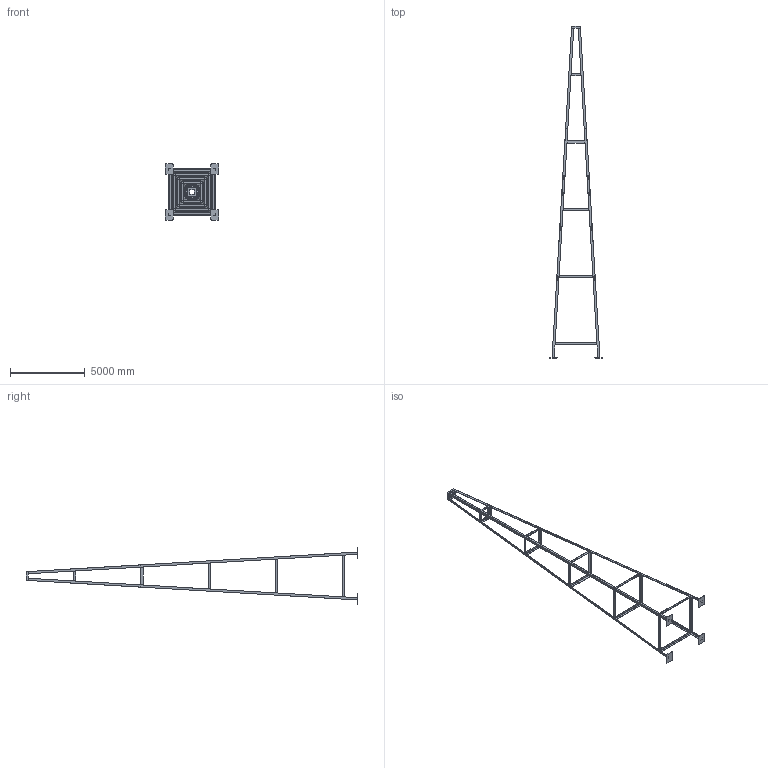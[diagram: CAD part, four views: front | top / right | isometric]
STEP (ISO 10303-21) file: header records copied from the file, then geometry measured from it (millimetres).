
FILE_DESCRIPTION(('Open CASCADE Model'),'2;1');
FILE_NAME('Open CASCADE Shape Model','2024-02-01T15:51:22',('Author'),( 'Open CASCADE'),'Open CASCADE STEP processor 7.5','Open CASCADE 7.5' ,'Unknown');
FILE_SCHEMA(('AUTOMOTIVE_DESIGN { 1 0 10303 214 1 1 1 1 }'));
Products named in the file (1): Open CASCADE STEP translator 7.5 6
Bounding box: 3599.74 x 22175 x 3749.74 mm (x, y, z)
Volume: 618016980 mm3; surface area: 77466528.9 mm2
Topology: 1 solids, 1 shells, 611 faces, 1784 edges, 1068 vertices
Faces by surface type: plane 431, cylinder 180
Entity records: 53902 total; most frequent: CARTESIAN_POINT 20374, DIRECTION 5784, LINE 3620, VECTOR 3620, ORIENTED_EDGE 3568, PCURVE 3568, DEFINITIONAL_REPRESENTATION 3568, EDGE_CURVE 1784
